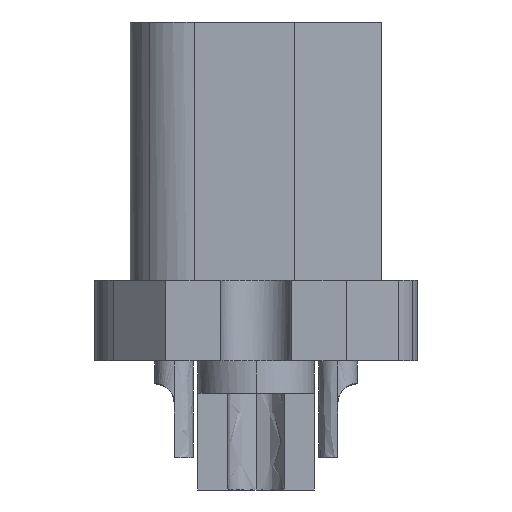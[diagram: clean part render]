
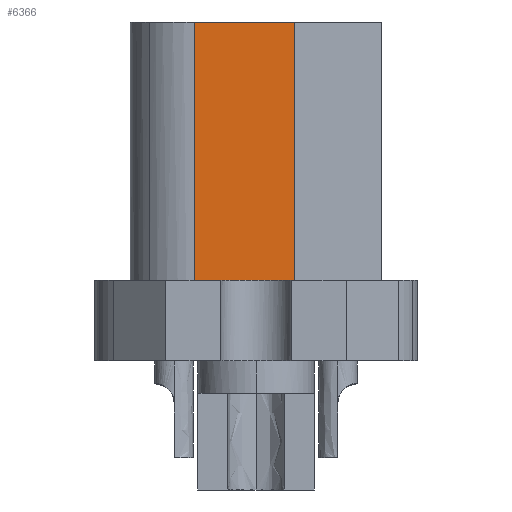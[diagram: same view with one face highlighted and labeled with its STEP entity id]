
A CAD part, left-side view. The second image highlights one B-rep face of the part: STEP entity #6366.
In plain terms, the highlighted free-form (B-spline) face has degree [1, 1] with [2, 2] control points.
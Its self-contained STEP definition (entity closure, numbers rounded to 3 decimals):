
#3713 = VERTEX_POINT('',#3714);
#3714 = CARTESIAN_POINT('',(-14.155,2.561,0.));
#3720 = EDGE_CURVE('',#3713,#3721,#3723,.T.);
#3721 = VERTEX_POINT('',#3722);
#3722 = CARTESIAN_POINT('',(-14.155,2.561,
    10.785));
#3723 = B_SPLINE_CURVE_WITH_KNOTS('',1,(#3724,#3725),.UNSPECIFIED.,.F.,
  .F.,(2,2),(0.,8.),.PIECEWISE_BEZIER_KNOTS.);
#3724 = CARTESIAN_POINT('',(-14.155,2.561,0.));
#3725 = CARTESIAN_POINT('',(-14.155,2.561,
    10.785));
#4022 = EDGE_CURVE('',#3721,#4023,#4025,.T.);
#4023 = VERTEX_POINT('',#4024);
#4024 = CARTESIAN_POINT('',(-14.155,-1.618,
    10.785));
#4025 = B_SPLINE_CURVE_WITH_KNOTS('',1,(#4026,#4027),.UNSPECIFIED.,.F.,
  .F.,(2,2),(-5.8,-2.7),.PIECEWISE_BEZIER_KNOTS.);
#4026 = CARTESIAN_POINT('',(-14.155,2.561,
    10.785));
#4027 = CARTESIAN_POINT('',(-14.155,-1.618,
    10.785));
#5529 = EDGE_CURVE('',#5530,#3713,#5532,.T.);
#5530 = VERTEX_POINT('',#5531);
#5531 = CARTESIAN_POINT('',(-14.155,-1.618,0.));
#5532 = B_SPLINE_CURVE_WITH_KNOTS('',1,(#5533,#5534),.UNSPECIFIED.,.F.,
  .F.,(2,2),(2.7,5.8),.PIECEWISE_BEZIER_KNOTS.);
#5533 = CARTESIAN_POINT('',(-14.155,-1.618,0.));
#5534 = CARTESIAN_POINT('',(-14.155,2.561,0.));
#6366 = ADVANCED_FACE('',(#6367),#6377,.T.);
#6367 = FACE_BOUND('',#6368,.T.);
#6368 = EDGE_LOOP('',(#6369,#6370,#6371,#6376));
#6369 = ORIENTED_EDGE('',*,*,#3720,.F.);
#6370 = ORIENTED_EDGE('',*,*,#5529,.F.);
#6371 = ORIENTED_EDGE('',*,*,#6372,.T.);
#6372 = EDGE_CURVE('',#5530,#4023,#6373,.T.);
#6373 = B_SPLINE_CURVE_WITH_KNOTS('',1,(#6374,#6375),.UNSPECIFIED.,.F.,
  .F.,(2,2),(0.,8.),.PIECEWISE_BEZIER_KNOTS.);
#6374 = CARTESIAN_POINT('',(-14.155,-1.618,0.));
#6375 = CARTESIAN_POINT('',(-14.155,-1.618,
    10.785));
#6376 = ORIENTED_EDGE('',*,*,#4022,.F.);
#6377 = B_SPLINE_SURFACE_WITH_KNOTS('',1,1,(
    (#6378,#6379)
    ,(#6380,#6381
    )),.UNSPECIFIED.,.F.,.F.,.F.,(2,2),(2,2),(0.,8.),(-5.1,-2.),
  .PIECEWISE_BEZIER_KNOTS.);
#6378 = CARTESIAN_POINT('',(-14.155,-1.618,0.));
#6379 = CARTESIAN_POINT('',(-14.155,2.561,0.));
#6380 = CARTESIAN_POINT('',(-14.155,-1.618,
    10.785));
#6381 = CARTESIAN_POINT('',(-14.155,2.561,
    10.785));
